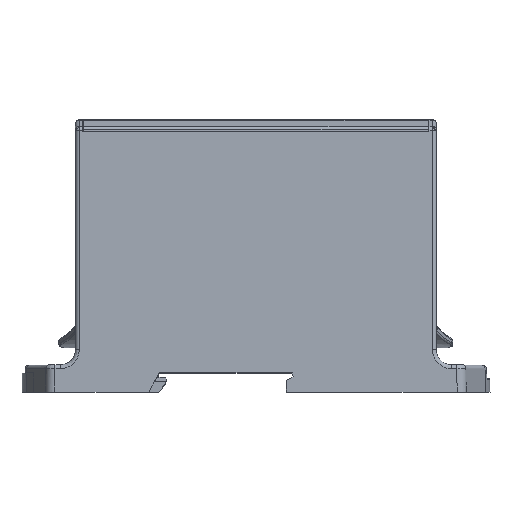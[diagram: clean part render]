
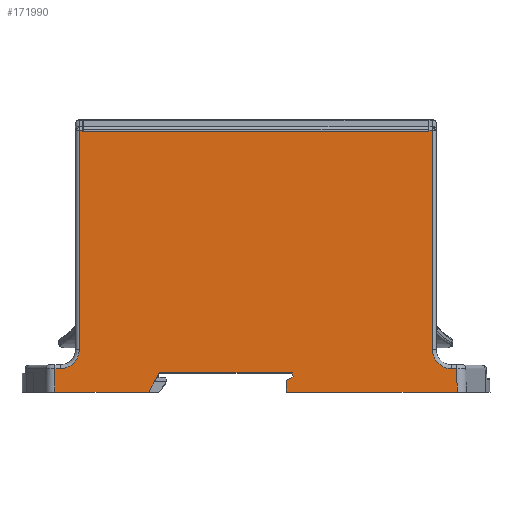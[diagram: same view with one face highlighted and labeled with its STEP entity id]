
A CAD part, top view. The second image highlights one B-rep face of the part: STEP entity #171990.
In plain terms, the highlighted planar face has unit normal (0, 0.009, 1).
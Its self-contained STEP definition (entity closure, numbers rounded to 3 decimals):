
#17590=CARTESIAN_POINT('',(0.,-7.045,22.311));
#17600=DIRECTION('',(-0.848,-0.53,
0.005));
#17610=VECTOR('',#17600,1.);
#17620=LINE('',#17590,#17610);
#17630=CARTESIAN_POINT('',(17.676,4.,
22.215));
#17640=VERTEX_POINT('',#17630);
#17650=CARTESIAN_POINT('',(16.04,2.977,
22.224));
#17660=VERTEX_POINT('',#17650);
#17670=EDGE_CURVE('',#17640,#17660,#17620,.T.);
#18430=CARTESIAN_POINT('',(53.052,68.,21.657));
#18440=VERTEX_POINT('',#18430);
#18470=CARTESIAN_POINT('',(0.,68.,21.657));
#18480=DIRECTION('',(-1.,0.,0.));
#18490=VECTOR('',#18480,1.);
#18500=LINE('',#18470,#18490);
#18510=CARTESIAN_POINT('',(-37.052,68.,21.657));
#18520=VERTEX_POINT('',#18510);
#18530=EDGE_CURVE('',#18440,#18520,#18500,.T.);
#72020=CARTESIAN_POINT('',(58.956,6.096,
22.197));
#72030=VERTEX_POINT('',#72020);
#72190=CARTESIAN_POINT('',(60.341,6.084,
22.197));
#72200=VERTEX_POINT('',#72190);
#72230=CARTESIAN_POINT('',(0.,6.611,
22.192));
#72240=DIRECTION('',(-1.,0.009,
0.));
#72250=VECTOR('',#72240,1.);
#72260=LINE('',#72230,#72250);
#72270=EDGE_CURVE('',#72200,#72030,#72260,.T.);
#74800=CARTESIAN_POINT('',(53.055,68.264,
21.654));
#74810=VERTEX_POINT('',#74800);
#74840=CARTESIAN_POINT('',(52.459,0.,22.25))
;
#74850=DIRECTION('',(-0.009,-1.,
0.009));
#74860=VECTOR('',#74850,1.);
#74870=LINE('',#74840,#74860);
#74880=EDGE_CURVE('',#74810,#18440,#74870,.T.);
#77710=CARTESIAN_POINT('',(-44.341,6.084,
22.197));
#77720=VERTEX_POINT('',#77710);
#77860=CARTESIAN_POINT('',(-42.956,6.096,
22.197));
#77870=VERTEX_POINT('',#77860);
#77900=CARTESIAN_POINT('',(0.,6.471,
22.194));
#77910=DIRECTION('',(-1.,-0.009,
0.));
#77920=VECTOR('',#77910,1.);
#77930=LINE('',#77900,#77920);
#77940=EDGE_CURVE('',#77870,#77720,#77930,.T.);
#90730=CARTESIAN_POINT('',(-44.434,0.022,
22.25));
#90740=DIRECTION('',(-0.015,-1.,
0.009));
#90750=VECTOR('',#90740,1.);
#90760=LINE('',#90730,#90750);
#90770=CARTESIAN_POINT('',(-44.435,0.,22.25
));
#90780=VERTEX_POINT('',#90770);
#90790=EDGE_CURVE('',#77720,#90780,#90760,.T.);
#91150=CARTESIAN_POINT('',(54.,11.096,22.153));
#91160=VERTEX_POINT('',#91150);
#91190=CARTESIAN_POINT('',(54.,0.009,22.25));
#91200=DIRECTION('',(0.,1.,
-0.009));
#91210=VECTOR('',#91200,1.);
#91220=LINE('',#91190,#91210);
#91230=CARTESIAN_POINT('',(54.,68.264,21.654));
#91240=VERTEX_POINT('',#91230);
#91250=EDGE_CURVE('',#91160,#91240,#91220,.T.);
#93100=CARTESIAN_POINT('',(0.,68.264,
21.654));
#93110=DIRECTION('',(1.,0.,0.));
#93120=VECTOR('',#93110,1.);
#93130=LINE('',#93100,#93120);
#93140=EDGE_CURVE('',#74810,#91240,#93130,.T.);
#105010=CARTESIAN_POINT('',(-38.,0.009,22.25));
#105020=DIRECTION('',(0.,1.,
-0.009));
#105030=VECTOR('',#105020,1.);
#105040=LINE('',#105010,#105030);
#105050=CARTESIAN_POINT('',(-38.,11.096,22.153));
#105060=VERTEX_POINT('',#105050);
#105070=CARTESIAN_POINT('',(-38.,68.264,21.654));
#105080=VERTEX_POINT('',#105070);
#105090=EDGE_CURVE('',#105060,#105080,#105040,.T.);
#110070=CARTESIAN_POINT('',(-42.956,6.096,
22.197));
#110080=CARTESIAN_POINT('',(-42.904,6.097,
22.197));
#110090=CARTESIAN_POINT('',(-42.852,6.098,
22.197));
#110100=CARTESIAN_POINT('',(-42.379,6.117,
22.197));
#110110=CARTESIAN_POINT('',(-41.96,6.187,
22.196));
#110120=CARTESIAN_POINT('',(-40.759,6.55,
22.193));
#110130=CARTESIAN_POINT('',(-40.038,6.984,
22.189));
#110140=CARTESIAN_POINT('',(-38.869,8.16,
22.179));
#110150=CARTESIAN_POINT('',(-38.44,8.884,
22.172));
#110160=CARTESIAN_POINT('',(-38.083,10.09,
22.162));
#110170=CARTESIAN_POINT('',(-38.016,10.514,
22.158));
#110180=CARTESIAN_POINT('',(-38.001,10.991,
22.154));
#110190=CARTESIAN_POINT('',(-38.,11.044,
22.154));
#110200=CARTESIAN_POINT('',(-38.,11.096,22.153));
#110210=B_SPLINE_CURVE_WITH_KNOTS('',3,(#110070,#110080,#110090,#110100,
#110110,#110120,#110130,#110140,#110150,#110160,#110170,#110180,#110190,
#110200),.UNSPECIFIED.,.F.,.F.,(4,2,2,2,2,2,4),(0.,0.141,
1.282,3.51,5.737,6.889,
7.03),.UNSPECIFIED.);
#110220=EDGE_CURVE('',#77870,#105060,#110210,.T.);
#112690=CARTESIAN_POINT('',(60.435,0.,22.25)
);
#112700=VERTEX_POINT('',#112690);
#112730=CARTESIAN_POINT('',(60.434,0.022,
22.25));
#112740=DIRECTION('',(-0.015,1.,
-0.009));
#112750=VECTOR('',#112740,1.);
#112760=LINE('',#112730,#112750);
#112770=EDGE_CURVE('',#112700,#72200,#112760,.T.);
#112940=CARTESIAN_POINT('',(-37.055,68.264,
21.654));
#112950=VERTEX_POINT('',#112940);
#112980=CARTESIAN_POINT('',(0.,68.264,
21.654));
#112990=DIRECTION('',(-1.,0.,0.));
#113000=VECTOR('',#112990,1.);
#113010=LINE('',#112980,#113000);
#113020=EDGE_CURVE('',#112950,#105080,#113010,.T.);
#122360=CARTESIAN_POINT('',(54.,11.096,22.153));
#122370=CARTESIAN_POINT('',(54.,11.044,
22.154));
#122380=CARTESIAN_POINT('',(54.001,10.991,
22.154));
#122390=CARTESIAN_POINT('',(54.016,10.514,
22.158));
#122400=CARTESIAN_POINT('',(54.083,10.09,
22.162));
#122410=CARTESIAN_POINT('',(54.44,8.884,
22.172));
#122420=CARTESIAN_POINT('',(54.869,8.16,
22.179));
#122430=CARTESIAN_POINT('',(56.038,6.984,
22.189));
#122440=CARTESIAN_POINT('',(56.759,6.55,
22.193));
#122450=CARTESIAN_POINT('',(57.96,6.187,
22.196));
#122460=CARTESIAN_POINT('',(58.379,6.117,
22.197));
#122470=CARTESIAN_POINT('',(58.852,6.098,
22.197));
#122480=CARTESIAN_POINT('',(58.904,6.097,
22.197));
#122490=CARTESIAN_POINT('',(58.956,6.096,
22.197));
#122500=B_SPLINE_CURVE_WITH_KNOTS('',3,(#122360,#122370,#122380,#122390,
#122400,#122410,#122420,#122430,#122440,#122450,#122460,#122470,#122480,
#122490),.UNSPECIFIED.,.F.,.F.,(4,2,2,2,2,2,4),(0.,0.142,
1.293,3.521,5.748,6.889,
7.03),.UNSPECIFIED.);
#122510=EDGE_CURVE('',#91160,#72030,#122500,.T.);
#140940=CARTESIAN_POINT('',(17.5,5.,22.206));
#140950=VERTEX_POINT('',#140940);
#140980=CARTESIAN_POINT('',(18.382,0.,22.25
));
#140990=DIRECTION('',(0.174,-0.985,
0.009));
#141000=VECTOR('',#140990,1.);
#141010=LINE('',#140980,#141000);
#141020=EDGE_CURVE('',#140950,#17640,#141010,.T.);
#142660=CARTESIAN_POINT('',(-19.986,0.,22.25)
);
#142670=VERTEX_POINT('',#142660);
#142700=CARTESIAN_POINT('',(-19.986,0.,22.25));
#142710=DIRECTION('',(-0.499,-0.866,
0.008));
#142720=VECTOR('',#142710,1.);
#142730=LINE('',#142700,#142720);
#142740=CARTESIAN_POINT('',(-17.103,5.,22.206));
#142750=VERTEX_POINT('',#142740);
#142760=EDGE_CURVE('',#142750,#142670,#142730,.T.);
#149760=CARTESIAN_POINT('',(16.04,0.,22.25)
);
#149770=VERTEX_POINT('',#149760);
#149800=CARTESIAN_POINT('',(0.,0.,22.25));
#149810=DIRECTION('',(-1.,0.,0.));
#149820=VECTOR('',#149810,1.);
#149830=LINE('',#149800,#149820);
#149840=EDGE_CURVE('',#112700,#149770,#149830,.T.);
#159280=CARTESIAN_POINT('',(-36.459,0.,22.25
));
#159290=DIRECTION('',(-0.009,1.,
-0.009));
#159300=VECTOR('',#159290,1.);
#159310=LINE('',#159280,#159300);
#159320=EDGE_CURVE('',#18520,#112950,#159310,.T.);
#171570=CARTESIAN_POINT('',(-15.033,27.853,
22.007));
#171580=DIRECTION('',(0.,0.009,
1.));
#171590=DIRECTION('',(1.,0.,0.));
#171600=AXIS2_PLACEMENT_3D('',#171570,#171580,#171590);
#171610=PLANE('',#171600);
#171620=ORIENTED_EDGE('',*,*,#110220,.F.);
#171630=ORIENTED_EDGE('',*,*,#105090,.F.);
#171640=ORIENTED_EDGE('',*,*,#113020,.T.);
#171650=ORIENTED_EDGE('',*,*,#159320,.T.);
#171660=ORIENTED_EDGE('',*,*,#18530,.T.);
#171670=ORIENTED_EDGE('',*,*,#74880,.T.);
#171680=ORIENTED_EDGE('',*,*,#93140,.F.);
#171690=ORIENTED_EDGE('',*,*,#91250,.T.);
#171700=ORIENTED_EDGE('',*,*,#122510,.F.);
#171710=ORIENTED_EDGE('',*,*,#72270,.T.);
#171720=ORIENTED_EDGE('',*,*,#112770,.T.);
#171730=ORIENTED_EDGE('',*,*,#149840,.F.);
#171740=CARTESIAN_POINT('',(16.04,0.,22.25));
#171750=DIRECTION('',(0.,-1.,
0.009));
#171760=VECTOR('',#171750,1.);
#171770=LINE('',#171740,#171760);
#171780=EDGE_CURVE('',#17660,#149770,#171770,.T.);
#171790=ORIENTED_EDGE('',*,*,#171780,.T.);
#171800=ORIENTED_EDGE('',*,*,#17670,.T.);
#171810=ORIENTED_EDGE('',*,*,#141020,.T.);
#171820=CARTESIAN_POINT('',(0.,5.,22.206));
#171830=DIRECTION('',(1.,0.,0.));
#171840=VECTOR('',#171830,1.);
#171850=LINE('',#171820,#171840);
#171860=EDGE_CURVE('',#142750,#140950,#171850,.T.);
#171870=ORIENTED_EDGE('',*,*,#171860,.T.);
#171880=ORIENTED_EDGE('',*,*,#142760,.F.);
#171890=CARTESIAN_POINT('',(0.,0.,22.25));
#171900=DIRECTION('',(1.,0.,0.));
#171910=VECTOR('',#171900,1.);
#171920=LINE('',#171890,#171910);
#171930=EDGE_CURVE('',#90780,#142670,#171920,.T.);
#171940=ORIENTED_EDGE('',*,*,#171930,.T.);
#171950=ORIENTED_EDGE('',*,*,#90790,.T.);
#171960=ORIENTED_EDGE('',*,*,#77940,.T.);
#171970=EDGE_LOOP('',(#171960,#171950,#171940,#171880,#171870,#171810,
#171800,#171790,#171730,#171720,#171710,#171700,#171690,#171680,#171670,
#171660,#171650,#171640,#171630,#171620));
#171980=FACE_OUTER_BOUND('',#171970,.T.);
#171990=ADVANCED_FACE('',(#171980),#171610,.T.);
